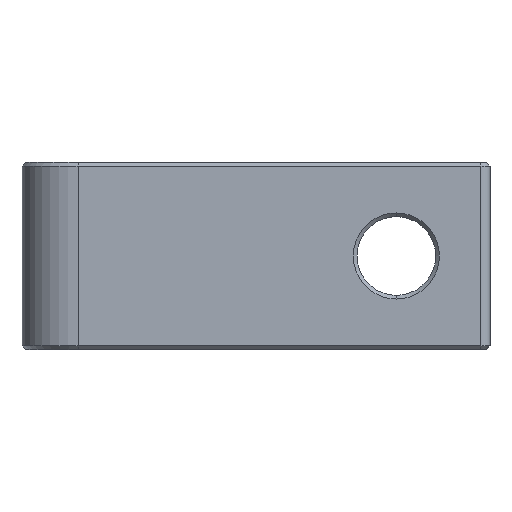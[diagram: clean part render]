
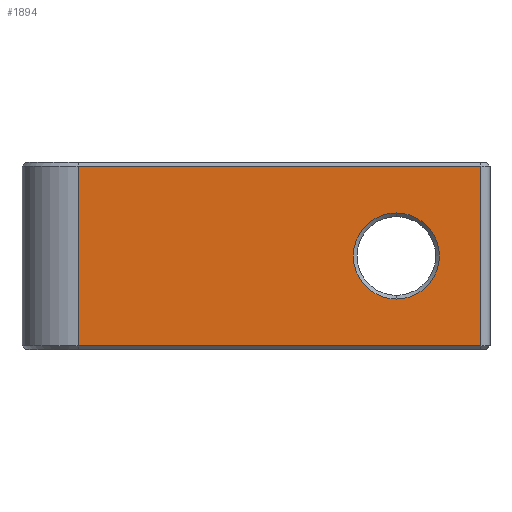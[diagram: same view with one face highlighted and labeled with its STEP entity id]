
A CAD part, front view. The second image highlights one B-rep face of the part: STEP entity #1894.
In plain terms, the highlighted planar face has unit normal (0, -1, 0).
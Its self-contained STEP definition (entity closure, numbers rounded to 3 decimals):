
#84 = VERTEX_POINT ( 'NONE', #1470 ) ;
#139 = EDGE_LOOP ( 'NONE', ( #2162, #778, #151, #740 ) ) ;
#151 = ORIENTED_EDGE ( 'NONE', *, *, #685, .T. ) ;
#154 = ORIENTED_EDGE ( 'NONE', *, *, #1202, .T. ) ;
#267 = CIRCLE ( 'NONE', #1049, 2.3 ) ;
#293 = EDGE_CURVE ( 'NONE', #1485, #1465, #379, .T. ) ;
#304 = CARTESIAN_POINT ( 'NONE',  ( 0., -9.95, 0. ) ) ;
#375 = DIRECTION ( 'NONE',  ( 0., 0., -1. ) ) ;
#379 = CIRCLE ( 'NONE', #1613, 2.3 ) ;
#468 = DIRECTION ( 'NONE',  ( 0., 1., 0. ) ) ;
#471 = CARTESIAN_POINT ( 'NONE',  ( 4.5, -9.95, 4.8 ) ) ;
#492 = VECTOR ( 'NONE', #767, 1000. ) ;
#495 = CARTESIAN_POINT ( 'NONE',  ( 0., -9.95, 0. ) ) ;
#514 = LINE ( 'NONE', #1947, #1578 ) ;
#536 = CARTESIAN_POINT ( 'NONE',  ( -17., -9.95, -4.8 ) ) ;
#652 = FACE_BOUND ( 'NONE', #1182, .T. ) ;
#685 = EDGE_CURVE ( 'NONE', #2303, #2090, #514, .T. ) ;
#740 = ORIENTED_EDGE ( 'NONE', *, *, #2285, .T. ) ;
#767 = DIRECTION ( 'NONE',  ( -1., 0., 0. ) ) ;
#778 = ORIENTED_EDGE ( 'NONE', *, *, #2002, .T. ) ;
#795 = DIRECTION ( 'NONE',  ( 0., 1., 0. ) ) ;
#863 = CARTESIAN_POINT ( 'NONE',  ( 0., -9.95, -4.8 ) ) ;
#875 = LINE ( 'NONE', #863, #1207 ) ;
#953 = CARTESIAN_POINT ( 'NONE',  ( 0., -9.95, 0. ) ) ;
#1049 = AXIS2_PLACEMENT_3D ( 'NONE', #495, #468, #1581 ) ;
#1160 = CARTESIAN_POINT ( 'NONE',  ( 0., -9.95, -2.3 ) ) ;
#1182 = EDGE_LOOP ( 'NONE', ( #154, #2155 ) ) ;
#1202 = EDGE_CURVE ( 'NONE', #1465, #1485, #267, .T. ) ;
#1207 = VECTOR ( 'NONE', #2107, 1000. ) ;
#1264 = LINE ( 'NONE', #1977, #2101 ) ;
#1304 = CARTESIAN_POINT ( 'NONE',  ( 0., -9.95, 4.8 ) ) ;
#1335 = PLANE ( 'NONE',  #1840 ) ;
#1346 = CARTESIAN_POINT ( 'NONE',  ( 0., -9.95, 2.3 ) ) ;
#1465 = VERTEX_POINT ( 'NONE', #1160 ) ;
#1470 = CARTESIAN_POINT ( 'NONE',  ( -17., -9.95, 4.8 ) ) ;
#1485 = VERTEX_POINT ( 'NONE', #1346 ) ;
#1537 = DIRECTION ( 'NONE',  ( 0., 0., 1. ) ) ;
#1578 = VECTOR ( 'NONE', #1657, 1000. ) ;
#1581 = DIRECTION ( 'NONE',  ( 0., 0., 1. ) ) ;
#1613 = AXIS2_PLACEMENT_3D ( 'NONE', #304, #1722, #1537 ) ;
#1632 = VERTEX_POINT ( 'NONE', #536 ) ;
#1657 = DIRECTION ( 'NONE',  ( 0., 0., 1. ) ) ;
#1700 = CARTESIAN_POINT ( 'NONE',  ( 4.5, -9.95, -4.8 ) ) ;
#1720 = DIRECTION ( 'NONE',  ( 0., 0., 1. ) ) ;
#1722 = DIRECTION ( 'NONE',  ( 0., 1., 0. ) ) ;
#1840 = AXIS2_PLACEMENT_3D ( 'NONE', #953, #795, #1720 ) ;
#1847 = EDGE_CURVE ( 'NONE', #84, #1632, #1264, .T. ) ;
#1894 = ADVANCED_FACE ( 'NONE', ( #652, #2250 ), #1335, .F. ) ;
#1947 = CARTESIAN_POINT ( 'NONE',  ( 4.5, -9.95, 0. ) ) ;
#1977 = CARTESIAN_POINT ( 'NONE',  ( -17., -9.95, 0. ) ) ;
#2002 = EDGE_CURVE ( 'NONE', #1632, #2303, #875, .T. ) ;
#2090 = VERTEX_POINT ( 'NONE', #471 ) ;
#2101 = VECTOR ( 'NONE', #375, 1000. ) ;
#2107 = DIRECTION ( 'NONE',  ( 1., 0., 0. ) ) ;
#2155 = ORIENTED_EDGE ( 'NONE', *, *, #293, .T. ) ;
#2162 = ORIENTED_EDGE ( 'NONE', *, *, #1847, .T. ) ;
#2224 = LINE ( 'NONE', #1304, #492 ) ;
#2250 = FACE_OUTER_BOUND ( 'NONE', #139, .T. ) ;
#2285 = EDGE_CURVE ( 'NONE', #2090, #84, #2224, .T. ) ;
#2303 = VERTEX_POINT ( 'NONE', #1700 ) ;
